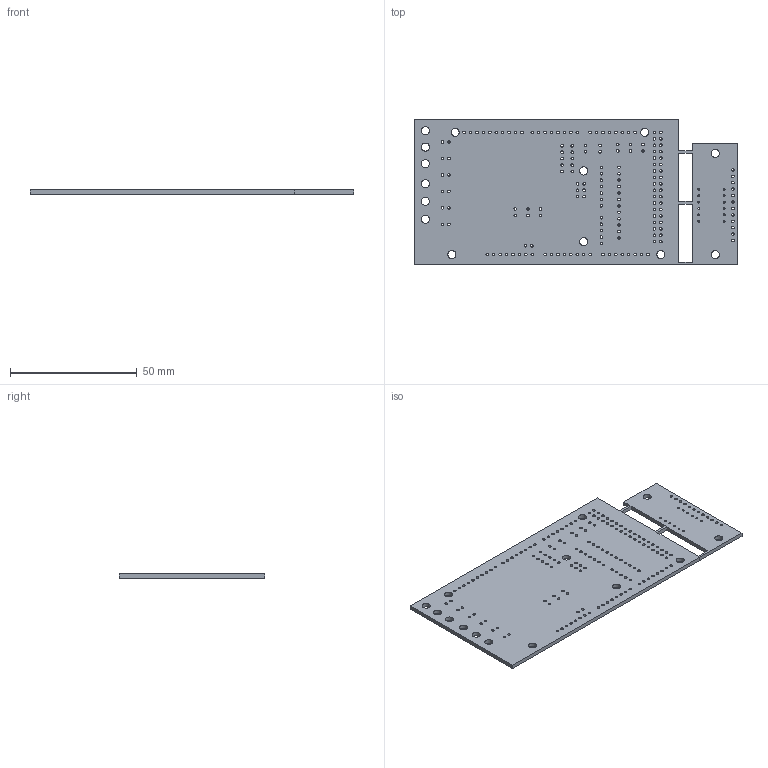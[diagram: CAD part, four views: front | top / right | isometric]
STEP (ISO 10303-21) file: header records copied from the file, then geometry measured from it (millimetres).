
FILE_DESCRIPTION(('KiCad electronic assembly'),'2;1');
FILE_NAME('uven-mainboard.step','2023-01-28T11:25:45',('Pcbnew'),( 'Kicad'),'Open CASCADE STEP processor 7.5','KiCad to STEP converter' ,'Unknown');
FILE_SCHEMA(('AUTOMOTIVE_DESIGN { 1 0 10303 214 1 1 1 1 }'));
Length unit declared in the file: millimetre
Products named in the file (2): uven-mainboard 1; uven-mainboard PCB
Assembly tree (1 placements, depth 2):
  uven-mainboard 1
    uven-mainboard PCB
Bounding box: 128 x 57.5 x 1.6 mm (x, y, z)
Volume: 10619 mm3; surface area: 15169.6 mm2
Topology: 1 solids, 1 shells, 213 faces, 633 edges, 422 vertices
Faces by surface type: cylinder 194, plane 19
Full cylindrical faces by diameter (mm): 0.762 x12, 1 x76, 1.016 x92, 3.2 x14
Entity records: 17599 total; most frequent: CARTESIAN_POINT 4864, DIRECTION 2329, ORIENTED_EDGE 1266, PCURVE 1266, DEFINITIONAL_REPRESENTATION 1266, LINE 1123, VECTOR 1123, EDGE_CURVE 633
